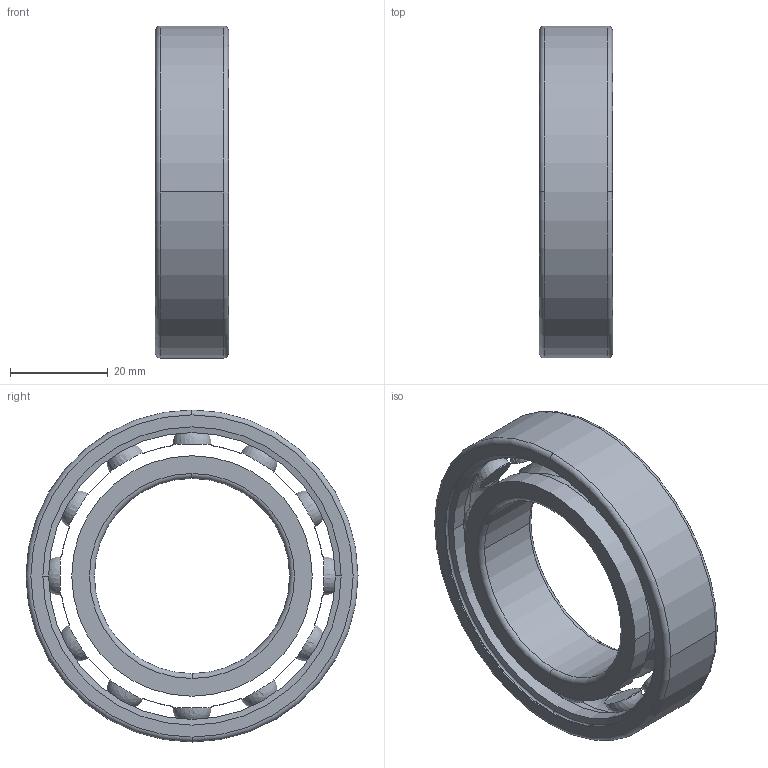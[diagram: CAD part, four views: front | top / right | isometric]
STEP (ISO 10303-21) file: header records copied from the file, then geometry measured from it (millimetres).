
FILE_DESCRIPTION(('STEP AP214'),'1');
FILE_NAME('6008.stp','2025-07-07T12:15:28',('TraceParts'),('TraceParts S.A.'),'Spatial InterOp 3D',' ',' ');
FILE_SCHEMA(('AUTOMOTIVE_DESIGN { 1 0 10303 214 1 1 1 1 }'));
Length unit declared in the file: millimetre
Products named in the file (1): SKF_bearing_6008_2_1
Bounding box: 15 x 68 x 68 mm (x, y, z)
Volume: 23428.3 mm3; surface area: 15908 mm2
Topology: 3 solids, 3 shells, 96 faces, 264 edges, 148 vertices
Faces by surface type: torus 48, sphere 24, cylinder 16, cone 4, plane 4
Entity records: 3540 total; most frequent: CARTESIAN_POINT 1279, DIRECTION 514, ORIENTED_EDGE 432, AXIS2_PLACEMENT_3D 247, EDGE_CURVE 216, VERTEX_POINT 148, CIRCLE 148, EDGE_LOOP 124
